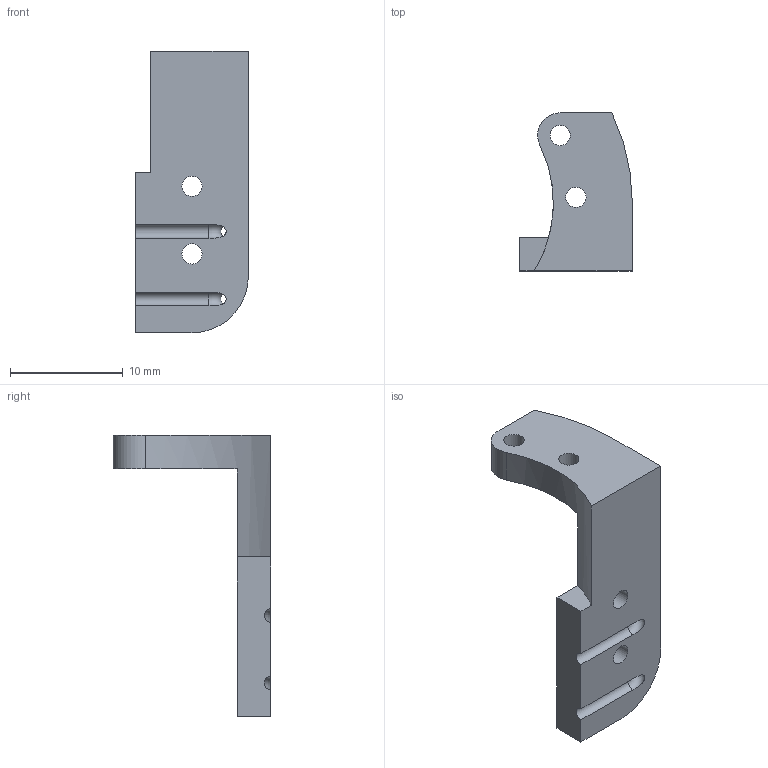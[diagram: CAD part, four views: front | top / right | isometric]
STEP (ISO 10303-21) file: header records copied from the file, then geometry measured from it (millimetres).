
FILE_DESCRIPTION(/* description */ ('STEP AP242','CAx-IF Rec.Pracs.---Representation and Presentation of Product Manufacturing Information (PMI)---4.0---2014-10-13','CAx-IF Rec.Pracs.---3D Tessellated Geometry---0.4---2014-09-14','2;1'),/* implementation_level */ '2;1');
FILE_NAME(/* name */ '65948759be34dc4e93d657e9',/* time_stamp */ '2024-01-02T21:59:54Z',/* author */ (''),/* organization */ (''),/* preprocessor_version */ 'ST-DEVELOPER v19.4',/* originating_system */ ' ',/* authorisation */ ' ');
FILE_SCHEMA (('AP242_MANAGED_MODEL_BASED_3D_ENGINEERING_MIM_LF { 1 0 10303 442 1 1 4 }'));
Length unit declared in the file: metre
Products named in the file (1): Part 1
Bounding box: 10 x 14 x 25 mm (x, y, z)
Volume: 855.4 mm3; surface area: 946.7 mm2
Topology: 1 solids, 1 shells, 23 faces, 67 edges, 44 vertices
Faces by surface type: cylinder 12, plane 9, torus 2
Full cylindrical faces by diameter (mm): 1.2 x2, 1.8 x4
Entity records: 774 total; most frequent: CARTESIAN_POINT 143, DIRECTION 128, ORIENTED_EDGE 114, EDGE_CURVE 57, AXIS2_PLACEMENT_3D 49, VERTEX_POINT 42, EDGE_LOOP 41, FACE_BOUND 41
